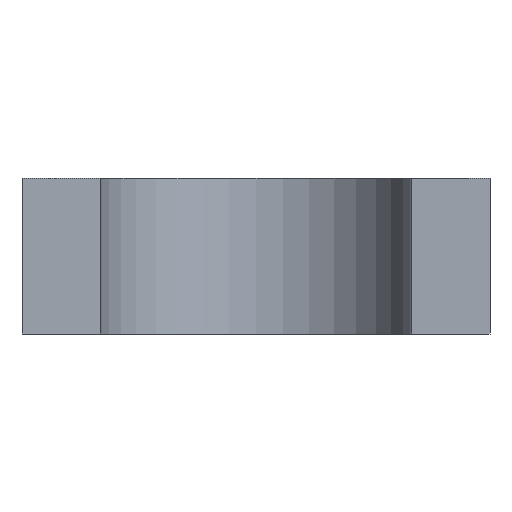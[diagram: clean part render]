
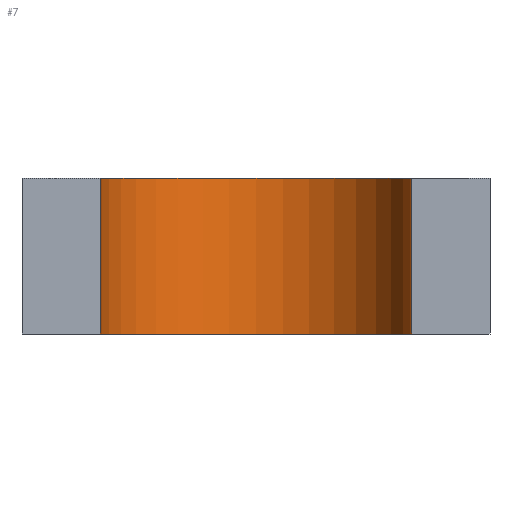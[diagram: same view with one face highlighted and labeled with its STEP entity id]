
A CAD part, front view. The second image highlights one B-rep face of the part: STEP entity #7.
In plain terms, the highlighted cylindrical face has radius 20 mm (diameter 40 mm), a partial arc.
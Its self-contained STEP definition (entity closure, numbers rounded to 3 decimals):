
#7 = ADVANCED_FACE ( 'NONE', ( #739 ), #779, .F. ) ;
#55 = EDGE_CURVE ( 'NONE', #1047, #1122, #974, .T. ) ;
#94 = CARTESIAN_POINT ( 'NONE',  ( 20., 50., 10. ) ) ;
#145 = DIRECTION ( 'NONE',  ( -1., 0., 0. ) ) ;
#330 = EDGE_LOOP ( 'NONE', ( #365, #1277, #1076, #1264 ) ) ;
#365 = ORIENTED_EDGE ( 'NONE', *, *, #407, .T. ) ;
#407 = EDGE_CURVE ( 'NONE', #596, #639, #1054, .T. ) ;
#416 = CARTESIAN_POINT ( 'NONE',  ( -20., 50., 10. ) ) ;
#419 = DIRECTION ( 'NONE',  ( -1., 0., 0. ) ) ;
#596 = VERTEX_POINT ( 'NONE', #972 ) ;
#639 = VERTEX_POINT ( 'NONE', #1324 ) ;
#648 = CARTESIAN_POINT ( 'NONE',  ( 0., 50., 10. ) ) ;
#657 = AXIS2_PLACEMENT_3D ( 'NONE', #1216, #979, #1410 ) ;
#733 = DIRECTION ( 'NONE',  ( 0., 0., -1. ) ) ;
#739 = FACE_OUTER_BOUND ( 'NONE', #330, .T. ) ;
#779 = CYLINDRICAL_SURFACE ( 'NONE', #955, 20. ) ;
#807 = DIRECTION ( 'NONE',  ( 0., 0., -1. ) ) ;
#815 = DIRECTION ( 'NONE',  ( 0., 0., -1. ) ) ;
#836 = EDGE_CURVE ( 'NONE', #1047, #596, #1038, .T. ) ;
#869 = DIRECTION ( 'NONE',  ( 0., 0., -1. ) ) ;
#891 = AXIS2_PLACEMENT_3D ( 'NONE', #1352, #807, #145 ) ;
#903 = VECTOR ( 'NONE', #869, 1000. ) ;
#955 = AXIS2_PLACEMENT_3D ( 'NONE', #648, #733, #419 ) ;
#972 = CARTESIAN_POINT ( 'NONE',  ( -20., 50., -10. ) ) ;
#974 = CIRCLE ( 'NONE', #657, 20. ) ;
#979 = DIRECTION ( 'NONE',  ( 0., 0., -1. ) ) ;
#1038 = LINE ( 'NONE', #1159, #1149 ) ;
#1047 = VERTEX_POINT ( 'NONE', #416 ) ;
#1054 = CIRCLE ( 'NONE', #891, 20. ) ;
#1076 = ORIENTED_EDGE ( 'NONE', *, *, #55, .F. ) ;
#1104 = EDGE_CURVE ( 'NONE', #1122, #639, #1160, .T. ) ;
#1122 = VERTEX_POINT ( 'NONE', #1203 ) ;
#1149 = VECTOR ( 'NONE', #815, 1000. ) ;
#1159 = CARTESIAN_POINT ( 'NONE',  ( -20., 50., 10. ) ) ;
#1160 = LINE ( 'NONE', #94, #903 ) ;
#1203 = CARTESIAN_POINT ( 'NONE',  ( 20., 50., 10. ) ) ;
#1216 = CARTESIAN_POINT ( 'NONE',  ( 0., 50., 10. ) ) ;
#1264 = ORIENTED_EDGE ( 'NONE', *, *, #836, .T. ) ;
#1277 = ORIENTED_EDGE ( 'NONE', *, *, #1104, .F. ) ;
#1324 = CARTESIAN_POINT ( 'NONE',  ( 20., 50., -10. ) ) ;
#1352 = CARTESIAN_POINT ( 'NONE',  ( 0., 50., -10. ) ) ;
#1410 = DIRECTION ( 'NONE',  ( -1., 0., 0. ) ) ;
